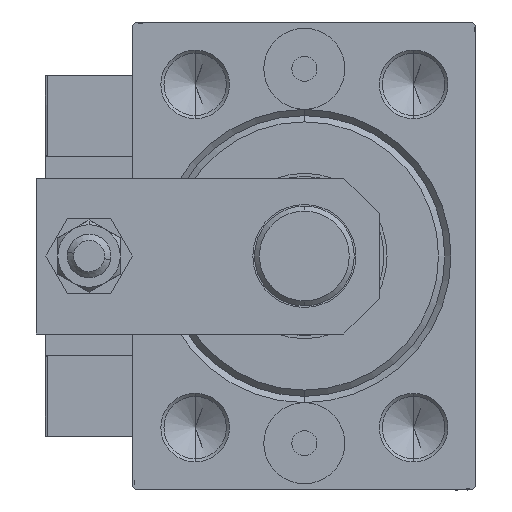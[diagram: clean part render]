
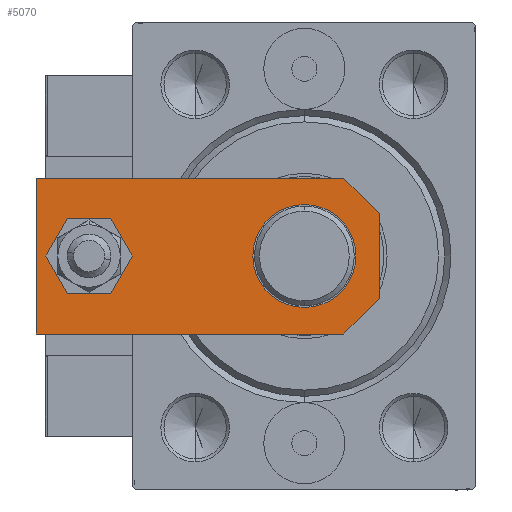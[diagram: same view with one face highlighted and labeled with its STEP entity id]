
A CAD part, left-side view. The second image highlights one B-rep face of the part: STEP entity #5070.
In plain terms, the highlighted face is planar.
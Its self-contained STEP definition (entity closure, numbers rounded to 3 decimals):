
#11 = VERTEX_POINT ( 'NONE', #49774 ) ;
#513 = CARTESIAN_POINT ( 'NONE',  ( 0., 12., 6. ) ) ;
#1934 = CARTESIAN_POINT ( 'NONE',  ( -3.42, -3.42, 6. ) ) ;
#2007 = CARTESIAN_POINT ( 'NONE',  ( 12.5, 55., 6. ) ) ;
#2186 = LINE ( 'NONE', #1934, #42197 ) ;
#2510 = ORIENTED_EDGE ( 'NONE', *, *, #44795, .F. ) ;
#2928 = VERTEX_POINT ( 'NONE', #29103 ) ;
#2987 = FACE_OUTER_BOUND ( 'NONE', #29199, .T. ) ;
#3474 = DIRECTION ( 'NONE',  ( 0., 0., 1. ) ) ;
#3845 = VERTEX_POINT ( 'NONE', #9567 ) ;
#4644 = DIRECTION ( 'NONE',  ( 1., 0., 0. ) ) ;
#5070 = ADVANCED_FACE ( 'NONE', ( #42341, #2987, #18106 ), #22545, .T. ) ;
#6363 = AXIS2_PLACEMENT_3D ( 'NONE', #513, #20319, #9541 ) ;
#6406 = EDGE_CURVE ( 'NONE', #44261, #50760, #10164, .T. ) ;
#6580 = VERTEX_POINT ( 'NONE', #25993 ) ;
#9122 = VERTEX_POINT ( 'NONE', #35263 ) ;
#9201 = CARTESIAN_POINT ( 'NONE',  ( 6.84, 0., 6. ) ) ;
#9541 = DIRECTION ( 'NONE',  ( 1., 0., 0. ) ) ;
#9546 = CARTESIAN_POINT ( 'NONE',  ( -12.5, 55., 6. ) ) ;
#9567 = CARTESIAN_POINT ( 'NONE',  ( -6.84, 0., 6. ) ) ;
#10164 = CIRCLE ( 'NONE', #39291, 4. ) ;
#10547 = CARTESIAN_POINT ( 'NONE',  ( 0., 0., 6. ) ) ;
#10595 = DIRECTION ( 'NONE',  ( 0., 1., 0. ) ) ;
#12158 = EDGE_CURVE ( 'NONE', #9122, #41167, #27736, .T. ) ;
#13570 = CARTESIAN_POINT ( 'NONE',  ( -12.5, 0., 6. ) ) ;
#13972 = DIRECTION ( 'NONE',  ( -1., 0., 0. ) ) ;
#14705 = VECTOR ( 'NONE', #33514, 1000. ) ;
#16657 = DIRECTION ( 'NONE',  ( 0., -1., 0. ) ) ;
#17752 = VECTOR ( 'NONE', #13972, 1000. ) ;
#18106 = FACE_BOUND ( 'NONE', #18352, .T. ) ;
#18352 = EDGE_LOOP ( 'NONE', ( #22828, #34491 ) ) ;
#18909 = AXIS2_PLACEMENT_3D ( 'NONE', #10547, #30877, #30357 ) ;
#19468 = EDGE_CURVE ( 'NONE', #41167, #9122, #47969, .T. ) ;
#20044 = ORIENTED_EDGE ( 'NONE', *, *, #50960, .T. ) ;
#20319 = DIRECTION ( 'NONE',  ( 0., 0., 1. ) ) ;
#20534 = DIRECTION ( 'NONE',  ( 0., 0., 1. ) ) ;
#20890 = DIRECTION ( 'NONE',  ( 1., 0., 0. ) ) ;
#21814 = LINE ( 'NONE', #30147, #49693 ) ;
#22545 = PLANE ( 'NONE',  #18909 ) ;
#22828 = ORIENTED_EDGE ( 'NONE', *, *, #19468, .F. ) ;
#22930 = ORIENTED_EDGE ( 'NONE', *, *, #6406, .F. ) ;
#24791 = CIRCLE ( 'NONE', #38117, 4. ) ;
#25058 = LINE ( 'NONE', #13570, #37023 ) ;
#25456 = LINE ( 'NONE', #2007, #17752 ) ;
#25993 = CARTESIAN_POINT ( 'NONE',  ( -12.5, 5.66, 6. ) ) ;
#27099 = DIRECTION ( 'NONE',  ( 0., 0., 1. ) ) ;
#27736 = CIRCLE ( 'NONE', #34398, 8.25 ) ;
#27849 = CARTESIAN_POINT ( 'NONE',  ( 0., 46.5, 6. ) ) ;
#28000 = ORIENTED_EDGE ( 'NONE', *, *, #37661, .T. ) ;
#29103 = CARTESIAN_POINT ( 'NONE',  ( 12.5, 55., 6. ) ) ;
#29199 = EDGE_LOOP ( 'NONE', ( #20044, #41688, #28000, #35693, #44893, #32251 ) ) ;
#30147 = CARTESIAN_POINT ( 'NONE',  ( 12.5, 0., 6. ) ) ;
#30357 = DIRECTION ( 'NONE',  ( 1., 0., 0. ) ) ;
#30877 = DIRECTION ( 'NONE',  ( 0., 0., 1. ) ) ;
#32251 = ORIENTED_EDGE ( 'NONE', *, *, #35422, .T. ) ;
#32670 = CARTESIAN_POINT ( 'NONE',  ( 12.5, 5.66, 6. ) ) ;
#33260 = LINE ( 'NONE', #45474, #14705 ) ;
#33514 = DIRECTION ( 'NONE',  ( 0.707, 0.707, 0. ) ) ;
#34398 = AXIS2_PLACEMENT_3D ( 'NONE', #35011, #3474, #50358 ) ;
#34491 = ORIENTED_EDGE ( 'NONE', *, *, #12158, .F. ) ;
#35011 = CARTESIAN_POINT ( 'NONE',  ( 0., 12., 6. ) ) ;
#35263 = CARTESIAN_POINT ( 'NONE',  ( 8.25, 12., 6. ) ) ;
#35422 = EDGE_CURVE ( 'NONE', #2928, #11, #25456, .T. ) ;
#35693 = ORIENTED_EDGE ( 'NONE', *, *, #41946, .T. ) ;
#36557 = CARTESIAN_POINT ( 'NONE',  ( 4., 46.5, 6. ) ) ;
#37023 = VECTOR ( 'NONE', #20890, 1000. ) ;
#37661 = EDGE_CURVE ( 'NONE', #3845, #49432, #25058, .T. ) ;
#38117 = AXIS2_PLACEMENT_3D ( 'NONE', #46624, #27099, #39568 ) ;
#39291 = AXIS2_PLACEMENT_3D ( 'NONE', #27849, #20534, #4644 ) ;
#39568 = DIRECTION ( 'NONE',  ( 1., 0., 0. ) ) ;
#41167 = VERTEX_POINT ( 'NONE', #41232 ) ;
#41232 = CARTESIAN_POINT ( 'NONE',  ( -8.25, 12., 6. ) ) ;
#41688 = ORIENTED_EDGE ( 'NONE', *, *, #46456, .T. ) ;
#41718 = CARTESIAN_POINT ( 'NONE',  ( -4., 46.5, 6. ) ) ;
#41946 = EDGE_CURVE ( 'NONE', #49432, #51198, #33260, .T. ) ;
#42197 = VECTOR ( 'NONE', #48814, 1000. ) ;
#42341 = FACE_BOUND ( 'NONE', #48648, .T. ) ;
#42946 = EDGE_CURVE ( 'NONE', #51198, #2928, #21814, .T. ) ;
#44261 = VERTEX_POINT ( 'NONE', #36557 ) ;
#44795 = EDGE_CURVE ( 'NONE', #50760, #44261, #24791, .T. ) ;
#44893 = ORIENTED_EDGE ( 'NONE', *, *, #42946, .T. ) ;
#45474 = CARTESIAN_POINT ( 'NONE',  ( 3.42, -3.42, 6. ) ) ;
#46456 = EDGE_CURVE ( 'NONE', #6580, #3845, #2186, .T. ) ;
#46624 = CARTESIAN_POINT ( 'NONE',  ( 0., 46.5, 6. ) ) ;
#47679 = LINE ( 'NONE', #9546, #50673 ) ;
#47969 = CIRCLE ( 'NONE', #6363, 8.25 ) ;
#48648 = EDGE_LOOP ( 'NONE', ( #2510, #22930 ) ) ;
#48814 = DIRECTION ( 'NONE',  ( 0.707, -0.707, 0. ) ) ;
#49432 = VERTEX_POINT ( 'NONE', #9201 ) ;
#49693 = VECTOR ( 'NONE', #10595, 1000. ) ;
#49774 = CARTESIAN_POINT ( 'NONE',  ( -12.5, 55., 6. ) ) ;
#50358 = DIRECTION ( 'NONE',  ( 1., 0., 0. ) ) ;
#50673 = VECTOR ( 'NONE', #16657, 1000. ) ;
#50760 = VERTEX_POINT ( 'NONE', #41718 ) ;
#50960 = EDGE_CURVE ( 'NONE', #11, #6580, #47679, .T. ) ;
#51198 = VERTEX_POINT ( 'NONE', #32670 ) ;
